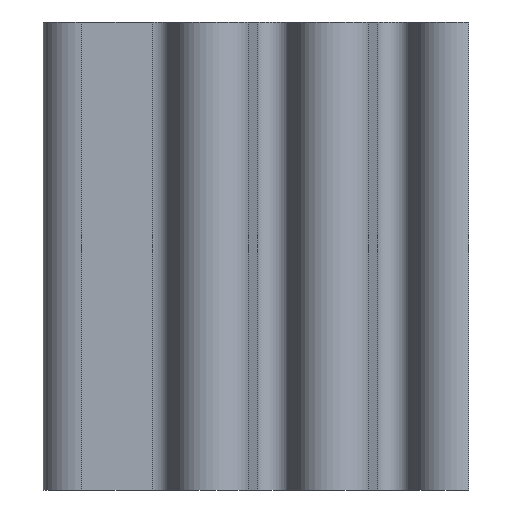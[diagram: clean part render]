
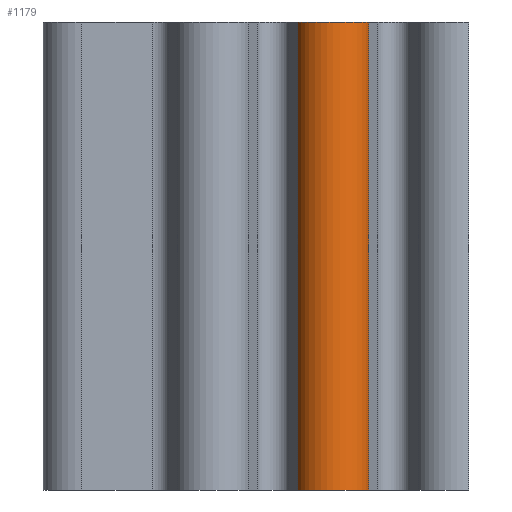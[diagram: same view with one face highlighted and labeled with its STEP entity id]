
A CAD part, left-side view. The second image highlights one B-rep face of the part: STEP entity #1179.
In plain terms, the highlighted cylindrical face has radius 2.7 mm (diameter 5.4 mm), a partial arc.
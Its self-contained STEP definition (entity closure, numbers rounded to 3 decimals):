
#65=FACE_OUTER_BOUND('',#127,.T.);
#127=EDGE_LOOP('',(#843,#844,#845,#846));
#207=LINE('',#1842,#327);
#208=LINE('',#1848,#328);
#327=VECTOR('',#1475,10.);
#328=VECTOR('',#1482,10.);
#429=CIRCLE('',#1280,2.7);
#430=CIRCLE('',#1281,2.7);
#507=VERTEX_POINT('',#1838);
#508=VERTEX_POINT('',#1840);
#509=VERTEX_POINT('',#1844);
#510=VERTEX_POINT('',#1846);
#645=EDGE_CURVE('',#507,#508,#207,.T.);
#646=EDGE_CURVE('',#509,#507,#429,.T.);
#647=EDGE_CURVE('',#510,#508,#430,.T.);
#648=EDGE_CURVE('',#509,#510,#208,.T.);
#843=ORIENTED_EDGE('',*,*,#646,.T.);
#844=ORIENTED_EDGE('',*,*,#645,.T.);
#845=ORIENTED_EDGE('',*,*,#647,.F.);
#846=ORIENTED_EDGE('',*,*,#648,.F.);
#1140=CYLINDRICAL_SURFACE('',#1279,2.7);
#1179=ADVANCED_FACE('',(#65),#1140,.T.);
#1279=AXIS2_PLACEMENT_3D('',#1843,#1476,#1477);
#1280=AXIS2_PLACEMENT_3D('',#1845,#1478,#1479);
#1281=AXIS2_PLACEMENT_3D('',#1847,#1480,#1481);
#1475=DIRECTION('',(0.,0.,1.));
#1476=DIRECTION('center_axis',(0.,0.,1.));
#1477=DIRECTION('ref_axis',(-0.376,0.927,0.));
#1478=DIRECTION('center_axis',(0.,0.,1.));
#1479=DIRECTION('ref_axis',(-0.376,0.927,0.));
#1480=DIRECTION('center_axis',(0.,0.,1.));
#1481=DIRECTION('ref_axis',(-0.376,0.927,0.));
#1482=DIRECTION('',(0.,0.,1.));
#1838=CARTESIAN_POINT('',(-14.655,104.729,0.));
#1840=CARTESIAN_POINT('',(-14.655,104.729,33.));
#1842=CARTESIAN_POINT('',(-14.655,104.729,0.));
#1843=CARTESIAN_POINT('Origin',(-13.639,107.231,0.));
#1844=CARTESIAN_POINT('',(-14.655,109.732,0.));
#1845=CARTESIAN_POINT('Origin',(-13.639,107.231,0.));
#1846=CARTESIAN_POINT('',(-14.655,109.732,33.));
#1847=CARTESIAN_POINT('Origin',(-13.639,107.231,33.));
#1848=CARTESIAN_POINT('',(-14.655,109.732,0.));
